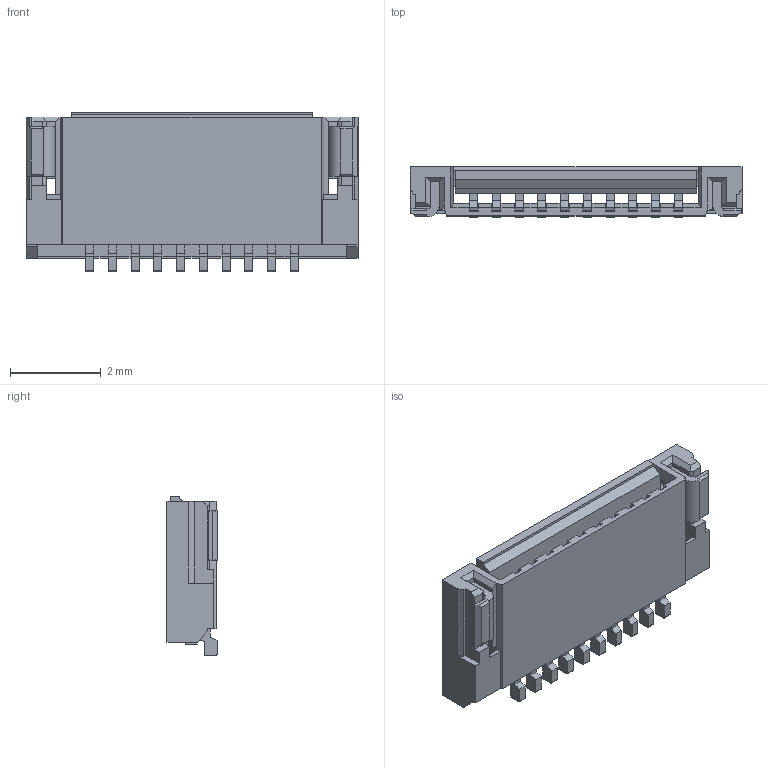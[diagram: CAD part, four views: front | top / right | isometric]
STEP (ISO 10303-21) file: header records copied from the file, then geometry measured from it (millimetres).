
FILE_DESCRIPTION((''),'2;1');
FILE_NAME('514411093','2009-03-25T',('pnb'),(''),'PRO/ENGINEER BY PARAMETRIC TECHNOLOGY CORPORATION, 2003451','PRO/ENGINEER BY PARAMETRIC TECHNOLOGY CORPORATION, 2003451','');
FILE_SCHEMA(('CONFIG_CONTROL_DESIGN'));
Length unit declared in the file: millimetre
Products named in the file (1): 514411093
Bounding box: 7.3 x 1.1 x 3.51 mm (x, y, z)
Volume: 11.7 mm3; surface area: 149 mm2
Topology: 2 solids, 2 shells, 727 faces, 2170 edges, 1402 vertices
Faces by surface type: plane 571, cylinder 116, cone 40
Entity records: 24007 total; most frequent: CARTESIAN_POINT 4262, ORIENTED_EDGE 4238, DIRECTION 3902, EDGE_CURVE 2119, VECTOR 1882, LINE 1882, VERTEX_POINT 1348, AXIS2_PLACEMENT_3D 1010
